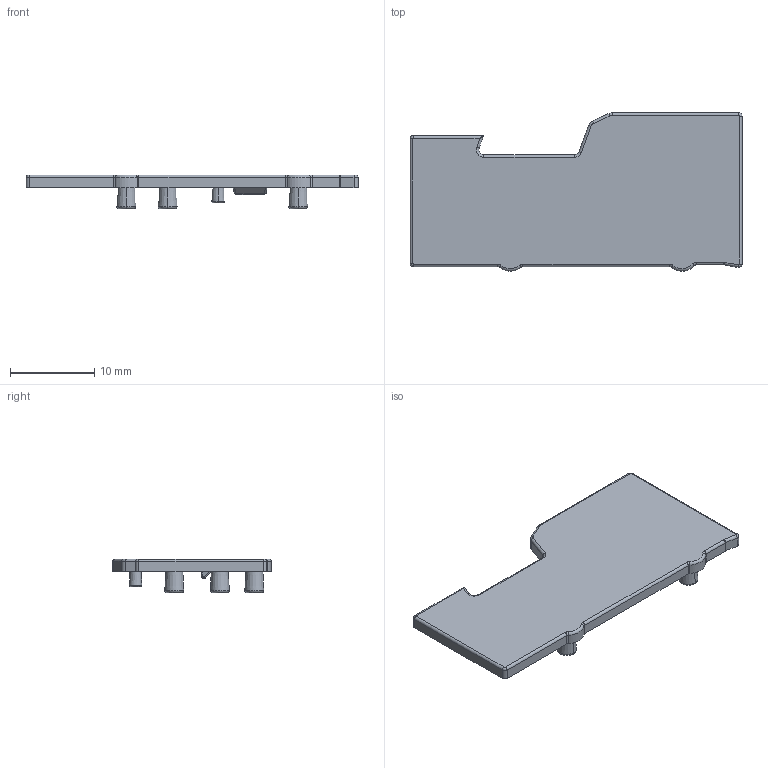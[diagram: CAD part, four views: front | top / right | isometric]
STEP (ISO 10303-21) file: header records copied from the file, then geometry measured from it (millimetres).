
FILE_DESCRIPTION((''),'2;1');
FILE_NAME('ZAPSK25_ISO_1A1S_3D_VOLUMINA','2013-03-25T',('Frank Ludolph'),(''),'PRO/ENGINEER BY PARAMETRIC TECHNOLOGY CORPORATION, 2012090','PRO/ENGINEER BY PARAMETRIC TECHNOLOGY CORPORATION, 2012090','');
FILE_SCHEMA(('CONFIG_CONTROL_DESIGN'));
Length unit declared in the file: millimetre
Products named in the file (1): ZAPSK25_ISO_1A1S_3D_VOLUMINA
Bounding box: 39.4 x 18.8 x 4 mm (x, y, z)
Volume: 979 mm3; surface area: 1521.8 mm2
Topology: 1 solids, 1 shells, 126 faces, 285 edges, 173 vertices
Faces by surface type: cylinder 45, plane 33, torus 21, cone 20, bspline 7
Entity records: 3819 total; most frequent: CARTESIAN_POINT 879, DIRECTION 666, ORIENTED_EDGE 570, EDGE_CURVE 285, AXIS2_PLACEMENT_3D 272, VERTEX_POINT 173, CIRCLE 153, EDGE_LOOP 138
